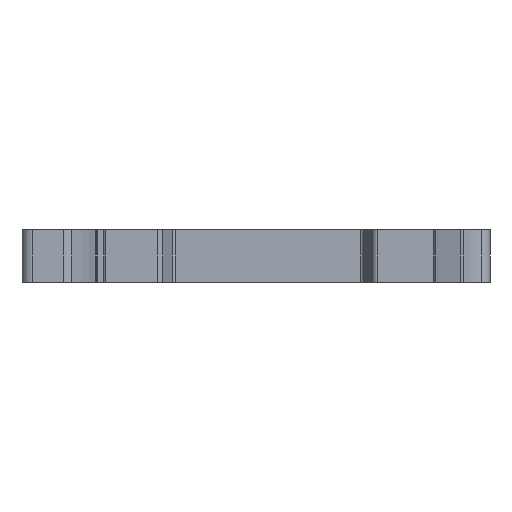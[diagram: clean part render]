
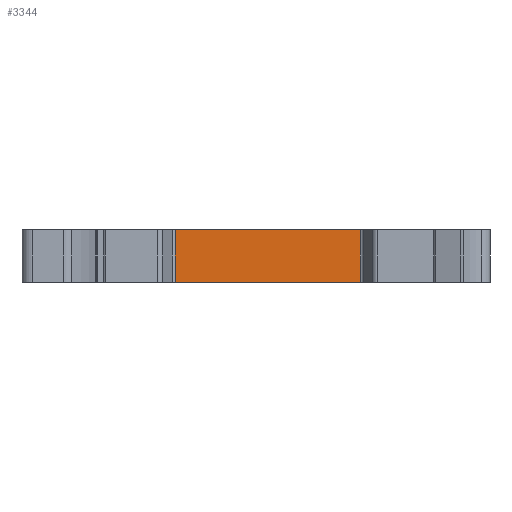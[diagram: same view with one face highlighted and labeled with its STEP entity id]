
A CAD part, front view. The second image highlights one B-rep face of the part: STEP entity #3344.
In plain terms, the highlighted planar face has unit normal (0, -1, 0).
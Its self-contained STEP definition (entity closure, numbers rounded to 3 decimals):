
#334 = VERTEX_POINT ( 'NONE', #2836 ) ;
#410 = VERTEX_POINT ( 'NONE', #2381 ) ;
#523 = CARTESIAN_POINT ( 'NONE',  ( -8.746, -9.001, -2.5 ) ) ;
#855 = DIRECTION ( 'NONE',  ( 0., 0., -1. ) ) ;
#1090 = CARTESIAN_POINT ( 'NONE',  ( 8.746, -9.001, -2.5 ) ) ;
#1108 = ORIENTED_EDGE ( 'NONE', *, *, #3125, .T. ) ;
#1195 = PLANE ( 'NONE',  #5845 ) ;
#1363 = CARTESIAN_POINT ( 'NONE',  ( 8.746, -9.001, 2.5 ) ) ;
#1387 = VECTOR ( 'NONE', #5955, 1000. ) ;
#1535 = ORIENTED_EDGE ( 'NONE', *, *, #2269, .T. ) ;
#1579 = LINE ( 'NONE', #1363, #4122 ) ;
#1665 = DIRECTION ( 'NONE',  ( 0., 1., 0. ) ) ;
#1778 = VERTEX_POINT ( 'NONE', #4993 ) ;
#2269 = EDGE_CURVE ( 'NONE', #410, #334, #3462, .T. ) ;
#2381 = CARTESIAN_POINT ( 'NONE',  ( -8.746, -9.001, 2.5 ) ) ;
#2545 = CARTESIAN_POINT ( 'NONE',  ( -8.746, -9.001, 2.5 ) ) ;
#2612 = LINE ( 'NONE', #2545, #1387 ) ;
#2836 = CARTESIAN_POINT ( 'NONE',  ( -8.746, -9.001, -2.5 ) ) ;
#2888 = VERTEX_POINT ( 'NONE', #1090 ) ;
#2990 = ORIENTED_EDGE ( 'NONE', *, *, #5132, .F. ) ;
#3125 = EDGE_CURVE ( 'NONE', #334, #2888, #5823, .T. ) ;
#3344 = ADVANCED_FACE ( 'NONE', ( #3597 ), #1195, .F. ) ;
#3462 = LINE ( 'NONE', #6286, #5856 ) ;
#3597 = FACE_OUTER_BOUND ( 'NONE', #3783, .T. ) ;
#3783 = EDGE_LOOP ( 'NONE', ( #1108, #2990, #5273, #1535 ) ) ;
#3937 = DIRECTION ( 'NONE',  ( 0., 0., -1. ) ) ;
#4122 = VECTOR ( 'NONE', #855, 1000. ) ;
#4578 = VECTOR ( 'NONE', #5024, 1000. ) ;
#4716 = CARTESIAN_POINT ( 'NONE',  ( -8.746, -9.001, 2.5 ) ) ;
#4993 = CARTESIAN_POINT ( 'NONE',  ( 8.746, -9.001, 2.5 ) ) ;
#5024 = DIRECTION ( 'NONE',  ( 1., 0., 0. ) ) ;
#5132 = EDGE_CURVE ( 'NONE', #1778, #2888, #1579, .T. ) ;
#5135 = DIRECTION ( 'NONE',  ( -1., 0., 0. ) ) ;
#5273 = ORIENTED_EDGE ( 'NONE', *, *, #5818, .F. ) ;
#5818 = EDGE_CURVE ( 'NONE', #410, #1778, #2612, .T. ) ;
#5823 = LINE ( 'NONE', #523, #4578 ) ;
#5845 = AXIS2_PLACEMENT_3D ( 'NONE', #4716, #1665, #5135 ) ;
#5856 = VECTOR ( 'NONE', #3937, 1000. ) ;
#5955 = DIRECTION ( 'NONE',  ( 1., 0., 0. ) ) ;
#6286 = CARTESIAN_POINT ( 'NONE',  ( -8.746, -9.001, 2.5 ) ) ;
